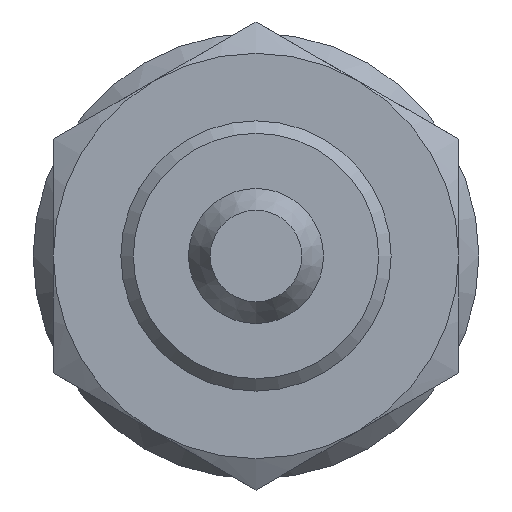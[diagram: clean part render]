
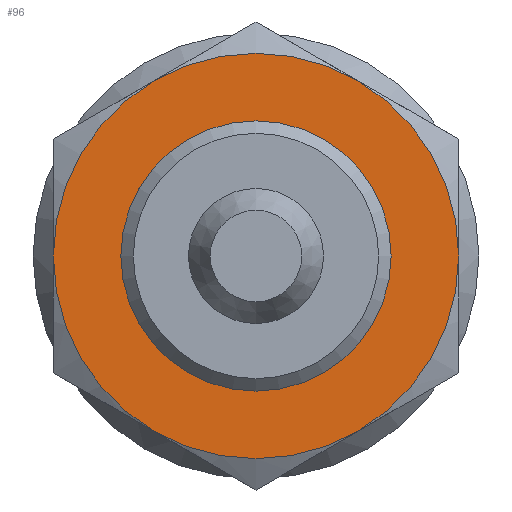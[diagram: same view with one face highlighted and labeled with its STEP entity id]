
A CAD part, front view. The second image highlights one B-rep face of the part: STEP entity #96.
In plain terms, the highlighted planar face has unit normal (0, -1, 0).
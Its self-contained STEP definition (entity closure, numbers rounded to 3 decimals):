
#96 = ADVANCED_FACE( '', ( #223, #224 ), #225, .F. );
#223 = FACE_BOUND( '', #391, .T. );
#224 = FACE_OUTER_BOUND( '', #392, .T. );
#225 = PLANE( '', #393 );
#391 = EDGE_LOOP( '', ( #609 ) );
#392 = EDGE_LOOP( '', ( #610, #611, #612, #613, #614, #615 ) );
#393 = AXIS2_PLACEMENT_3D( '', #616, #617, #618 );
#609 = ORIENTED_EDGE( '', *, *, #934, .F. );
#610 = ORIENTED_EDGE( '', *, *, #935, .T. );
#611 = ORIENTED_EDGE( '', *, *, #936, .T. );
#612 = ORIENTED_EDGE( '', *, *, #937, .T. );
#613 = ORIENTED_EDGE( '', *, *, #938, .T. );
#614 = ORIENTED_EDGE( '', *, *, #939, .T. );
#615 = ORIENTED_EDGE( '', *, *, #940, .T. );
#616 = CARTESIAN_POINT( '', ( 15., -31., 0. ) );
#617 = DIRECTION( '', ( 0., 1., 0. ) );
#618 = DIRECTION( '', ( 0., 0., 1. ) );
#934 = EDGE_CURVE( '', #1104, #1104, #1105, .F. );
#935 = EDGE_CURVE( '', #1044, #1106, #1107, .T. );
#936 = EDGE_CURVE( '', #1106, #1108, #1109, .T. );
#937 = EDGE_CURVE( '', #1108, #1069, #1110, .T. );
#938 = EDGE_CURVE( '', #1069, #1111, #1112, .T. );
#939 = EDGE_CURVE( '', #1111, #1113, #1114, .T. );
#940 = EDGE_CURVE( '', #1113, #1044, #1115, .T. );
#1044 = VERTEX_POINT( '', #1273 );
#1069 = VERTEX_POINT( '', #1339 );
#1104 = VERTEX_POINT( '', #1423 );
#1105 = CIRCLE( '', #1424, 10. );
#1106 = VERTEX_POINT( '', #1425 );
#1107 = CIRCLE( '', #1426, 15. );
#1108 = VERTEX_POINT( '', #1427 );
#1109 = CIRCLE( '', #1428, 15. );
#1110 = CIRCLE( '', #1429, 15. );
#1111 = VERTEX_POINT( '', #1430 );
#1112 = CIRCLE( '', #1431, 15. );
#1113 = VERTEX_POINT( '', #1432 );
#1114 = CIRCLE( '', #1433, 15. );
#1115 = CIRCLE( '', #1434, 15. );
#1273 = CARTESIAN_POINT( '', ( 7.5, -31., -12.99 ) );
#1339 = CARTESIAN_POINT( '', ( -7.5, -31., 12.99 ) );
#1423 = CARTESIAN_POINT( '', ( 0., -31., 10. ) );
#1424 = AXIS2_PLACEMENT_3D( '', #1682, #1683, #1684 );
#1425 = CARTESIAN_POINT( '', ( 15., -31., 0. ) );
#1426 = AXIS2_PLACEMENT_3D( '', #1685, #1686, #1687 );
#1427 = CARTESIAN_POINT( '', ( 7.5, -31., 12.99 ) );
#1428 = AXIS2_PLACEMENT_3D( '', #1688, #1689, #1690 );
#1429 = AXIS2_PLACEMENT_3D( '', #1691, #1692, #1693 );
#1430 = CARTESIAN_POINT( '', ( -15., -31., 0. ) );
#1431 = AXIS2_PLACEMENT_3D( '', #1694, #1695, #1696 );
#1432 = CARTESIAN_POINT( '', ( -7.5, -31., -12.99 ) );
#1433 = AXIS2_PLACEMENT_3D( '', #1697, #1698, #1699 );
#1434 = AXIS2_PLACEMENT_3D( '', #1700, #1701, #1702 );
#1682 = CARTESIAN_POINT( '', ( 0., -31., 0. ) );
#1683 = DIRECTION( '', ( 0., 1., 0. ) );
#1684 = DIRECTION( '', ( 0., 0., 1. ) );
#1685 = CARTESIAN_POINT( '', ( 0., -31., 0. ) );
#1686 = DIRECTION( '', ( 0., -1., 0. ) );
#1687 = DIRECTION( '', ( 0., 0., -1. ) );
#1688 = CARTESIAN_POINT( '', ( 0., -31., 0. ) );
#1689 = DIRECTION( '', ( 0., -1., 0. ) );
#1690 = DIRECTION( '', ( 0., 0., -1. ) );
#1691 = CARTESIAN_POINT( '', ( 0., -31., 0. ) );
#1692 = DIRECTION( '', ( 0., -1., 0. ) );
#1693 = DIRECTION( '', ( 0., 0., -1. ) );
#1694 = CARTESIAN_POINT( '', ( 0., -31., 0. ) );
#1695 = DIRECTION( '', ( 0., -1., 0. ) );
#1696 = DIRECTION( '', ( 0., 0., -1. ) );
#1697 = CARTESIAN_POINT( '', ( 0., -31., 0. ) );
#1698 = DIRECTION( '', ( 0., -1., 0. ) );
#1699 = DIRECTION( '', ( 0., 0., -1. ) );
#1700 = CARTESIAN_POINT( '', ( 0., -31., 0. ) );
#1701 = DIRECTION( '', ( 0., -1., 0. ) );
#1702 = DIRECTION( '', ( 0., 0., -1. ) );
